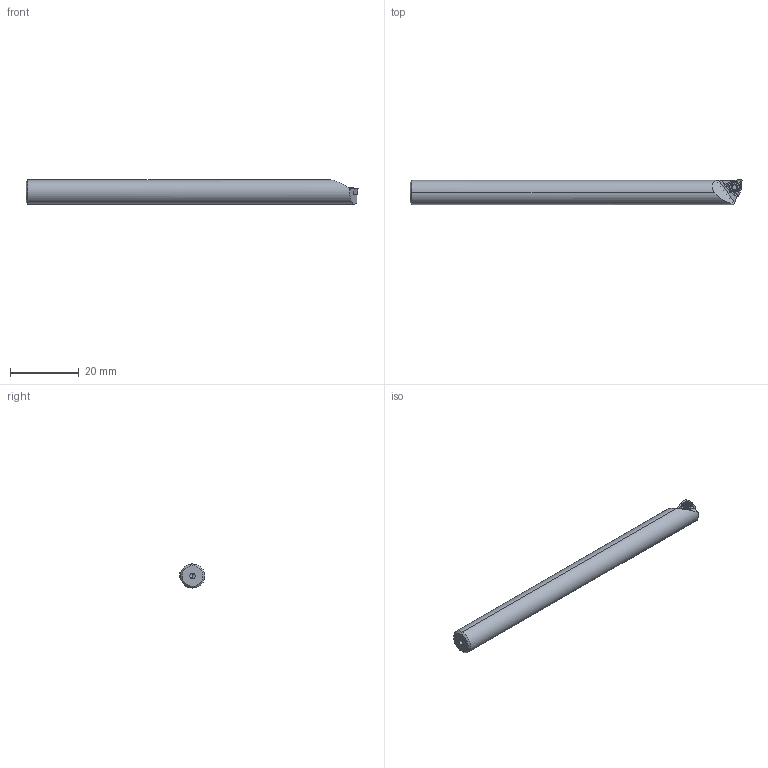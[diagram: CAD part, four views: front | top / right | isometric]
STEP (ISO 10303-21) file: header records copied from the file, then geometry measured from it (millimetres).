
FILE_DESCRIPTION (( 'STEP AP214' ), '1' );
FILE_NAME ('B08-WWA.K11.100.STEP', '2017-01-20T12:52:48', ( 'SWIAdmin' ), ( 'Hewlett-Packard Company' ), 'SwSTEP 2.0', 'SolidWorks 2015', '' );
FILE_SCHEMA (( 'AUTOMOTIVE_DESIGN' ));
Length unit declared in the file: millimetre
Products named in the file (4): SFS-Torx-M2; WCMT020102; B08-WWA.K11.100_A; B08-WWA.K11.100
Assembly tree (3 placements, depth 2):
  B08-WWA.K11.100
    B08-WWA.K11.100_A
    WCMT020102
    SFS-Torx-M2
Bounding box: 96.28 x 7.32 x 7 mm (x, y, z)
Volume: 3411.7 mm3; surface area: 2691.5 mm2
Topology: 3 solids, 3 shells, 108 faces, 272 edges, 163 vertices
Faces by surface type: plane 38, cylinder 33, cone 27, torus 8, sphere 2
Entity records: 3410 total; most frequent: CARTESIAN_POINT 732, DIRECTION 536, ORIENTED_EDGE 524, EDGE_CURVE 262, AXIS2_PLACEMENT_3D 202, VERTEX_POINT 163, VECTOR 132, LINE 132
